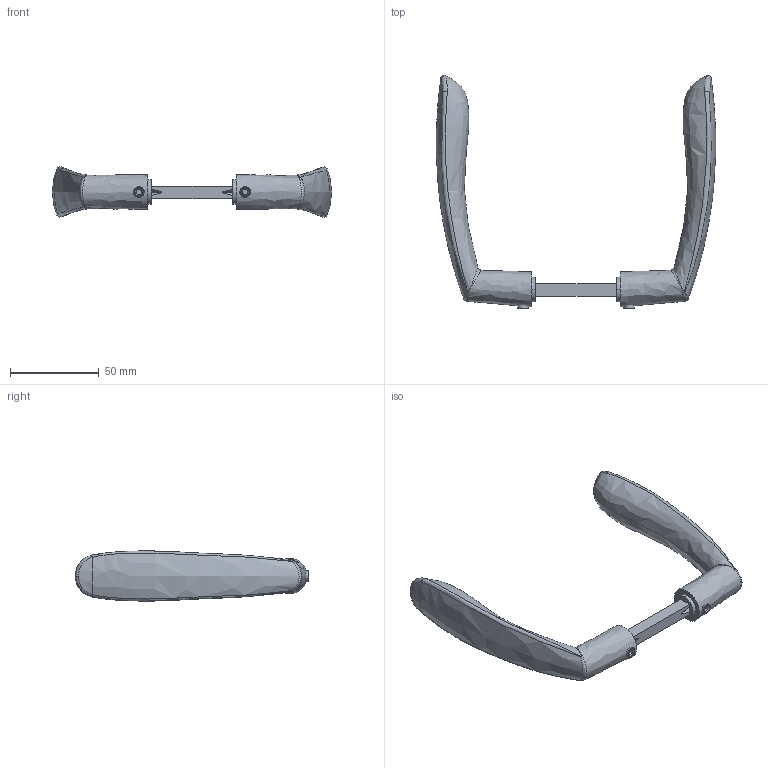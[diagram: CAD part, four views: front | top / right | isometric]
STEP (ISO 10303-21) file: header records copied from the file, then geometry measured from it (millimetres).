
FILE_DESCRIPTION(/* description */ (''),/* implementation_level */ '2;1');
FILE_NAME(/* name */ '1295-60.stp',/* time_stamp */ '2017-05-04T10:43:07+02:00',/* author */ ('Giuliano'),/* organization */ (''),/* preprocessor_version */ 'ST-DEVELOPER v16.5',/* originating_system */ 'Autodesk Inventor 2017',/* authorisation */ '');
FILE_SCHEMA (('AUTOMOTIVE_DESIGN { 1 0 10303 214 3 1 1 }'));
Length unit declared in the file: millimetre
Products named in the file (5): 1295-60; 564004; 667010; 990015; 990014
Assembly tree (5 placements, depth 3):
  1295-60
    564004
    667010  x2
      990015
      990014
Bounding box: 157.81 x 131.69 x 28.43 mm (x, y, z)
Volume: 90615.4 mm3; surface area: 26139.9 mm2
Topology: 5 solids, 5 shells, 108 faces, 258 edges, 158 vertices
Faces by surface type: plane 46, bspline 28, cone 16, cylinder 14, sphere 4
Entity records: 5464 total; most frequent: CARTESIAN_POINT 3925, ORIENTED_EDGE 300, DIRECTION 268, EDGE_CURVE 150, VERTEX_POINT 96, AXIS2_PLACEMENT_3D 95, LINE 78, VECTOR 78
